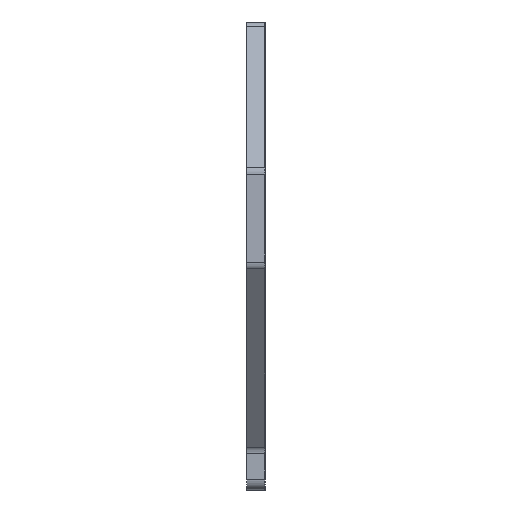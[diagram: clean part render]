
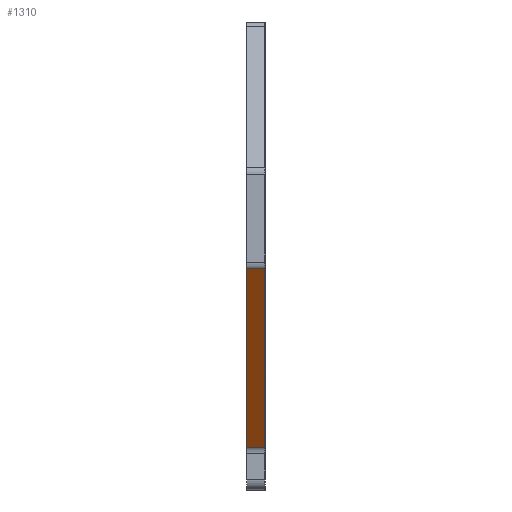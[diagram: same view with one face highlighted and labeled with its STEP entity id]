
A CAD part, left-side view. The second image highlights one B-rep face of the part: STEP entity #1310.
In plain terms, the highlighted planar face has unit normal (-0.794, 0, -0.608).
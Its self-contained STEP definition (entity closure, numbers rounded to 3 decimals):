
#49=LINE('',#2074,#137);
#50=LINE('',#2077,#138);
#51=LINE('',#2079,#139);
#52=LINE('',#2080,#140);
#137=VECTOR('',#1678,9.5);
#138=VECTOR('',#1681,9.5);
#139=VECTOR('',#1682,9.5);
#140=VECTOR('',#1683,9.5);
#201=PLANE('',#1421);
#312=FACE_OUTER_BOUND('',#393,.T.);
#393=EDGE_LOOP('',(#973,#974,#975,#976));
#633=VERTEX_POINT('',#2070);
#634=VERTEX_POINT('',#2072);
#635=VERTEX_POINT('',#2076);
#636=VERTEX_POINT('',#2078);
#781=EDGE_CURVE('',#633,#634,#49,.T.);
#782=EDGE_CURVE('',#633,#635,#50,.T.);
#783=EDGE_CURVE('',#636,#634,#51,.T.);
#784=EDGE_CURVE('',#635,#636,#52,.T.);
#973=ORIENTED_EDGE('',*,*,#782,.F.);
#974=ORIENTED_EDGE('',*,*,#781,.T.);
#975=ORIENTED_EDGE('',*,*,#783,.F.);
#976=ORIENTED_EDGE('',*,*,#784,.F.);
#1310=ADVANCED_FACE('',(#312),#201,.T.);
#1421=AXIS2_PLACEMENT_3D('',#2075,#1679,#1680);
#1678=DIRECTION('',(0.,1.,0.));
#1679=DIRECTION('center_axis',(-0.794,0.,-0.608));
#1680=DIRECTION('ref_axis',(-0.608,0.,0.794));
#1681=DIRECTION('',(0.608,0.,-0.794));
#1682=DIRECTION('',(-0.608,0.,0.794));
#1683=DIRECTION('',(0.,1.,0.));
#2070=CARTESIAN_POINT('',(-40.035,0.25,1.794));
#2072=CARTESIAN_POINT('',(-40.035,5.,1.794));
#2074=CARTESIAN_POINT('',(-40.035,0.25,1.794));
#2075=CARTESIAN_POINT('Origin',(-4.238,0.25,-44.933));
#2076=CARTESIAN_POINT('',(-4.238,0.25,-44.933));
#2077=CARTESIAN_POINT('',(-40.035,0.25,1.794));
#2078=CARTESIAN_POINT('',(-4.238,5.,-44.933));
#2079=CARTESIAN_POINT('',(-40.035,5.,1.794));
#2080=CARTESIAN_POINT('',(-4.238,0.25,-44.933));
